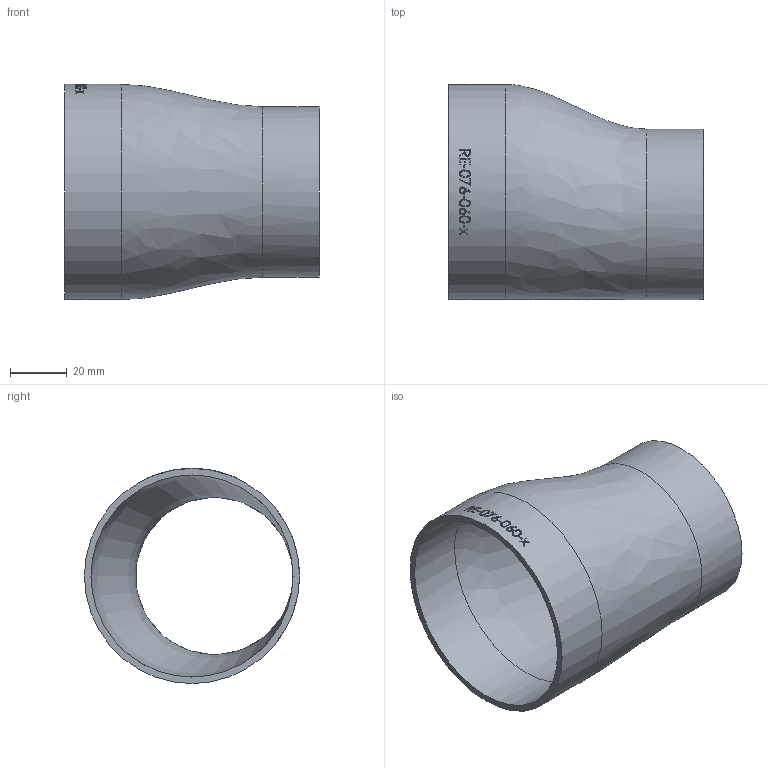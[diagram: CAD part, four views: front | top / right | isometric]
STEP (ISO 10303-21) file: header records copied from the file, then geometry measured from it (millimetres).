
FILE_DESCRIPTION (( 'STEP AP214' ), '1' );
FILE_NAME ('RE-076-060-x Reduzierung Exzenter 76,1x60,3x2,3x2,0 BL90 2101.STEP', '2021-01-02T11:05:45', ( '' ), ( '' ), 'SwSTEP 2.0', 'SolidWorks 2019', '' );
FILE_SCHEMA (( 'AUTOMOTIVE_DESIGN' ));
Length unit declared in the file: millimetre
Products named in the file (1): RE-076-060-x Reduzierung Exzenter 76,1x60,3x2,3x2,0 BL90 2101
Bounding box: 90 x 76.1 x 76.1 mm (x, y, z)
Volume: 43381.4 mm3; surface area: 38632.4 mm2
Topology: 1 solids, 1 shells, 137 faces, 353 edges, 235 vertices
Faces by surface type: bspline 72, plane 41, cylinder 23, cone 1
Full cylindrical faces by diameter (mm): 55.7 x1, 60.3 x1, 71.5 x1, 76.1 x1
Entity records: 16143 total; most frequent: CARTESIAN_POINT 12128, ORIENTED_EDGE 672, EDGE_CURVE 336, DIRECTION 297, VERTEX_POINT 227, B_SPLINE_CURVE_WITH_KNOTS 221, EDGE_LOOP 163, FACE_OUTER_BOUND 142
